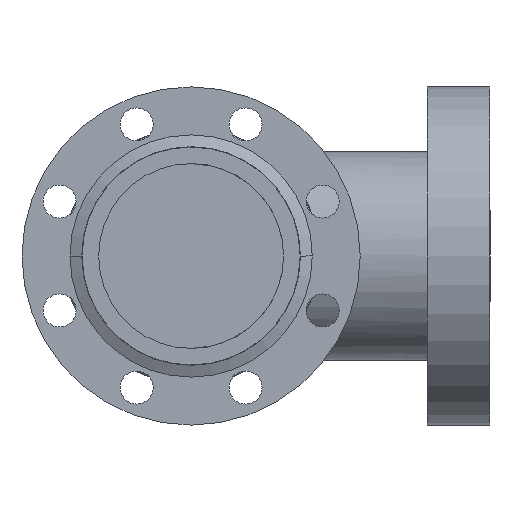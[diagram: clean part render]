
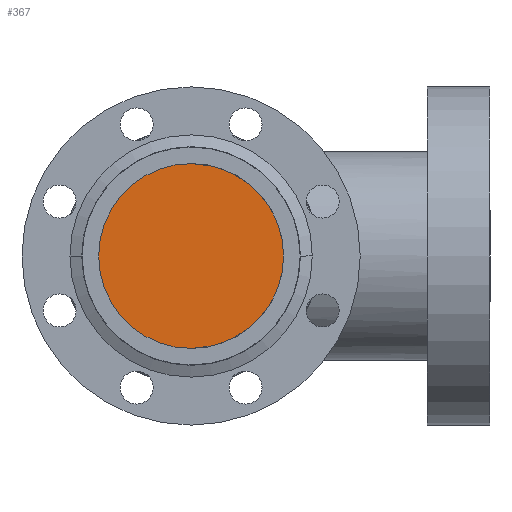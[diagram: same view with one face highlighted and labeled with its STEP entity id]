
A CAD part, front view. The second image highlights one B-rep face of the part: STEP entity #367.
In plain terms, the highlighted planar face has unit normal (0, -1, 0).
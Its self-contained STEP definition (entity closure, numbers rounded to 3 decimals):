
#367 = ADVANCED_FACE ( 'NONE', ( #58084 ), #48040, .T. ) ;
#1548 = VERTEX_POINT ( 'NONE', #19894 ) ;
#3303 = EDGE_CURVE ( 'NONE', #1548, #16298, #56825, .T. ) ;
#8875 = EDGE_CURVE ( 'NONE', #16298, #1548, #22372, .T. ) ;
#9641 = DIRECTION ( 'NONE',  ( 0., 0., -1. ) ) ;
#11976 = ORIENTED_EDGE ( 'NONE', *, *, #8875, .T. ) ;
#13604 = ORIENTED_EDGE ( 'NONE', *, *, #3303, .T. ) ;
#16298 = VERTEX_POINT ( 'NONE', #36537 ) ;
#16447 = CARTESIAN_POINT ( 'NONE',  ( 0., 29., 0. ) ) ;
#18618 = DIRECTION ( 'NONE',  ( 0., -1., 0. ) ) ;
#19894 = CARTESIAN_POINT ( 'NONE',  ( 0., 29., 23.5 ) ) ;
#22372 = CIRCLE ( 'NONE', #30132, 23.5 ) ;
#26781 = AXIS2_PLACEMENT_3D ( 'NONE', #41703, #18618, #51111 ) ;
#28098 = AXIS2_PLACEMENT_3D ( 'NONE', #16447, #35000, #53523 ) ;
#30132 = AXIS2_PLACEMENT_3D ( 'NONE', #32761, #51272, #9641 ) ;
#32761 = CARTESIAN_POINT ( 'NONE',  ( 0., 29., 0. ) ) ;
#35000 = DIRECTION ( 'NONE',  ( 0., -1., 0. ) ) ;
#35422 = EDGE_LOOP ( 'NONE', ( #11976, #13604 ) ) ;
#36537 = CARTESIAN_POINT ( 'NONE',  ( 0., 29., -23.5 ) ) ;
#41703 = CARTESIAN_POINT ( 'NONE',  ( 0., 29., 0. ) ) ;
#48040 = PLANE ( 'NONE',  #28098 ) ;
#51111 = DIRECTION ( 'NONE',  ( 0., 0., -1. ) ) ;
#51272 = DIRECTION ( 'NONE',  ( 0., -1., 0. ) ) ;
#53523 = DIRECTION ( 'NONE',  ( 0., 0., -1. ) ) ;
#56825 = CIRCLE ( 'NONE', #26781, 23.5 ) ;
#58084 = FACE_OUTER_BOUND ( 'NONE', #35422, .T. ) ;
